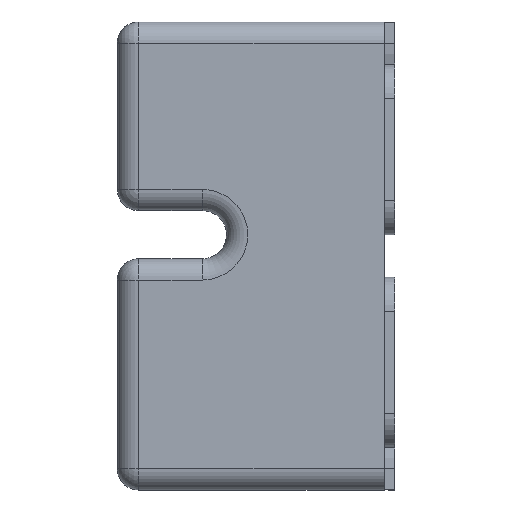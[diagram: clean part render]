
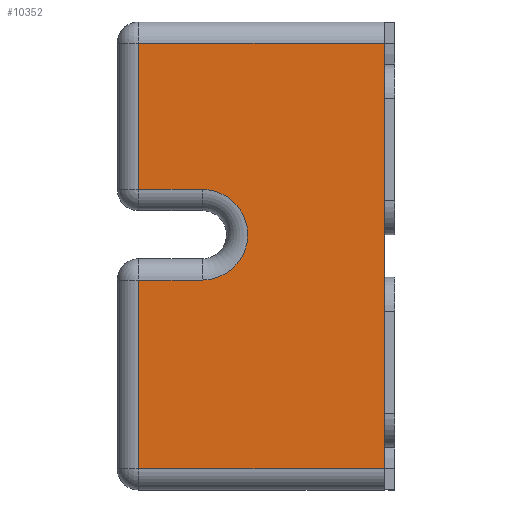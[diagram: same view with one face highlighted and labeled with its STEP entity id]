
A CAD part, left-side view. The second image highlights one B-rep face of the part: STEP entity #10352.
In plain terms, the highlighted planar face has unit normal (-1, 0, 0).
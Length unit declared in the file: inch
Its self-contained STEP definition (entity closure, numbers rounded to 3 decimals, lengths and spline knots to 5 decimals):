
#120 = DIRECTION ( 'NONE',  ( 0., 1., 0. ) ) ;
#229 = DIRECTION ( 'NONE',  ( 1., 0., 0. ) ) ;
#265 = FACE_OUTER_BOUND ( 'NONE', #16955, .T. ) ;
#723 = EDGE_CURVE ( 'NONE', #12918, #5709, #9643, .T. ) ;
#793 = CARTESIAN_POINT ( 'NONE',  ( -1.72047, 0.06, 0. ) ) ;
#1498 = LINE ( 'NONE', #16799, #19370 ) ;
#1672 = DIRECTION ( 'NONE',  ( 0., 1., 0. ) ) ;
#1831 = VECTOR ( 'NONE', #4665, 39.37008 ) ;
#1942 = CARTESIAN_POINT ( 'NONE',  ( -1.72047, 1.63, 0.39125 ) ) ;
#2141 = LINE ( 'NONE', #19030, #14078 ) ;
#2299 = VERTEX_POINT ( 'NONE', #14230 ) ;
#3251 = EDGE_CURVE ( 'NONE', #12032, #14554, #2141, .T. ) ;
#3320 = DIRECTION ( 'NONE',  ( 1., 0., 0. ) ) ;
#3424 = DIRECTION ( 'NONE',  ( 0., 0., -1. ) ) ;
#3513 = VECTOR ( 'NONE', #12841, 39.37008 ) ;
#3524 = VERTEX_POINT ( 'NONE', #12078 ) ;
#3836 = ORIENTED_EDGE ( 'NONE', *, *, #18947, .T. ) ;
#4665 = DIRECTION ( 'NONE',  ( 0., 0., -1. ) ) ;
#4895 = CARTESIAN_POINT ( 'NONE',  ( -1.72047, 1.63, 1.375 ) ) ;
#5709 = VERTEX_POINT ( 'NONE', #16437 ) ;
#5753 = ORIENTED_EDGE ( 'NONE', *, *, #3251, .T. ) ;
#6029 = CARTESIAN_POINT ( 'NONE',  ( -1.72047, 1.63, -0.14125 ) ) ;
#6185 = ORIENTED_EDGE ( 'NONE', *, *, #19087, .F. ) ;
#6949 = VECTOR ( 'NONE', #11008, 39.37008 ) ;
#7530 = LINE ( 'NONE', #13440, #1831 ) ;
#7868 = DIRECTION ( 'NONE',  ( 0., -1., 0. ) ) ;
#7983 = AXIS2_PLACEMENT_3D ( 'NONE', #4895, #3320, #3424 ) ;
#8034 = CARTESIAN_POINT ( 'NONE',  ( -1.72047, 1.63, -1.25 ) ) ;
#8252 = DIRECTION ( 'NONE',  ( 0., 0., -1. ) ) ;
#8292 = LINE ( 'NONE', #793, #3513 ) ;
#9233 = LINE ( 'NONE', #1942, #9880 ) ;
#9643 = CIRCLE ( 'NONE', #16267, 0.26625 ) ;
#9880 = VECTOR ( 'NONE', #7868, 39.37008 ) ;
#10257 = EDGE_CURVE ( 'NONE', #14554, #12918, #9233, .T. ) ;
#10352 = ADVANCED_FACE ( 'NONE', ( #265 ), #16840, .F. ) ;
#10657 = LINE ( 'NONE', #6029, #16123 ) ;
#10708 = CARTESIAN_POINT ( 'NONE',  ( -1.72047, 0.06, -1.25 ) ) ;
#11008 = DIRECTION ( 'NONE',  ( 0., -1., 0. ) ) ;
#11050 = EDGE_CURVE ( 'NONE', #14369, #12032, #1498, .T. ) ;
#11064 = ORIENTED_EDGE ( 'NONE', *, *, #14489, .T. ) ;
#11852 = CARTESIAN_POINT ( 'NONE',  ( -1.72047, 1.505, 0.39125 ) ) ;
#12032 = VERTEX_POINT ( 'NONE', #17019 ) ;
#12078 = CARTESIAN_POINT ( 'NONE',  ( -1.72047, 1.505, -0.14125 ) ) ;
#12483 = ORIENTED_EDGE ( 'NONE', *, *, #11050, .T. ) ;
#12841 = DIRECTION ( 'NONE',  ( 0., 0., -1. ) ) ;
#12918 = VERTEX_POINT ( 'NONE', #13976 ) ;
#13440 = CARTESIAN_POINT ( 'NONE',  ( -1.72047, 1.505, -1.375 ) ) ;
#13756 = CARTESIAN_POINT ( 'NONE',  ( -1.72047, 1.13, 0.125 ) ) ;
#13976 = CARTESIAN_POINT ( 'NONE',  ( -1.72047, 1.13, 0.39125 ) ) ;
#14078 = VECTOR ( 'NONE', #8252, 39.37008 ) ;
#14230 = CARTESIAN_POINT ( 'NONE',  ( -1.72047, 1.505, -1.25 ) ) ;
#14369 = VERTEX_POINT ( 'NONE', #15846 ) ;
#14489 = EDGE_CURVE ( 'NONE', #3524, #2299, #7530, .T. ) ;
#14554 = VERTEX_POINT ( 'NONE', #11852 ) ;
#15846 = CARTESIAN_POINT ( 'NONE',  ( -1.72047, 0.06, 1.25 ) ) ;
#16055 = ORIENTED_EDGE ( 'NONE', *, *, #18360, .T. ) ;
#16115 = ORIENTED_EDGE ( 'NONE', *, *, #10257, .T. ) ;
#16123 = VECTOR ( 'NONE', #1672, 39.37008 ) ;
#16267 = AXIS2_PLACEMENT_3D ( 'NONE', #13756, #229, #16417 ) ;
#16417 = DIRECTION ( 'NONE',  ( 0., 0., -1. ) ) ;
#16437 = CARTESIAN_POINT ( 'NONE',  ( -1.72047, 1.13, -0.14125 ) ) ;
#16799 = CARTESIAN_POINT ( 'NONE',  ( -1.72047, 1.63, 1.25 ) ) ;
#16840 = PLANE ( 'NONE',  #7983 ) ;
#16955 = EDGE_LOOP ( 'NONE', ( #6185, #12483, #5753, #16115, #17484, #3836, #11064, #16055 ) ) ;
#17019 = CARTESIAN_POINT ( 'NONE',  ( -1.72047, 1.505, 1.25 ) ) ;
#17484 = ORIENTED_EDGE ( 'NONE', *, *, #723, .T. ) ;
#18230 = VERTEX_POINT ( 'NONE', #10708 ) ;
#18360 = EDGE_CURVE ( 'NONE', #2299, #18230, #18625, .T. ) ;
#18625 = LINE ( 'NONE', #8034, #6949 ) ;
#18947 = EDGE_CURVE ( 'NONE', #5709, #3524, #10657, .T. ) ;
#19030 = CARTESIAN_POINT ( 'NONE',  ( -1.72047, 1.505, -1.375 ) ) ;
#19087 = EDGE_CURVE ( 'NONE', #14369, #18230, #8292, .T. ) ;
#19370 = VECTOR ( 'NONE', #120, 39.37008 ) ;
